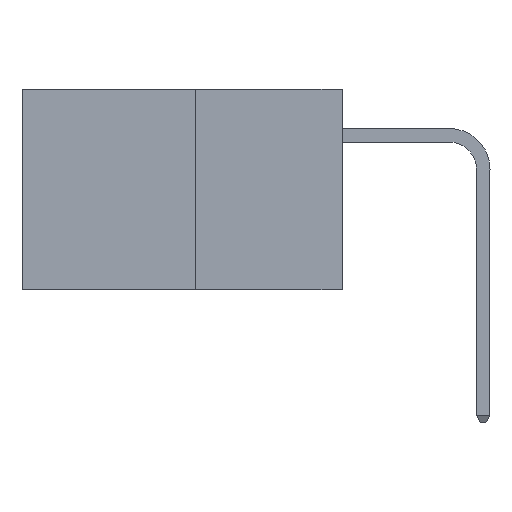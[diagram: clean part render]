
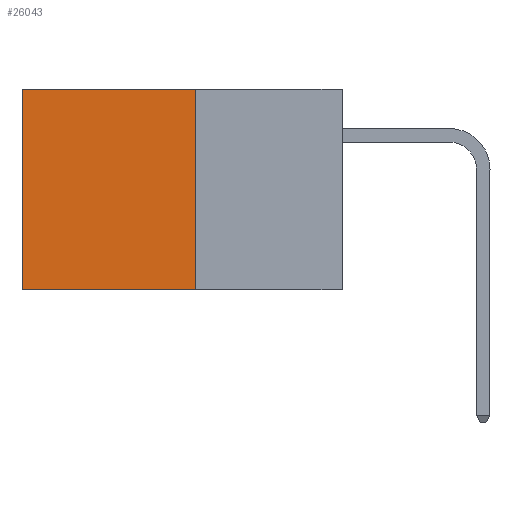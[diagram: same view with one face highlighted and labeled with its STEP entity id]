
A CAD part, left-side view. The second image highlights one B-rep face of the part: STEP entity #26043.
In plain terms, the highlighted planar face has unit normal (-1, 0, 0).
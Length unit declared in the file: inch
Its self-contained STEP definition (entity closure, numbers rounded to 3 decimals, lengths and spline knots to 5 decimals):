
#333 = ORIENTED_EDGE ( 'NONE', *, *, #4040, .T. ) ;
#414 = DIRECTION ( 'NONE',  ( 0., 1., 0. ) ) ;
#612 = CARTESIAN_POINT ( 'NONE',  ( 0.277, 0.27, -0.37 ) ) ;
#1525 = CARTESIAN_POINT ( 'NONE',  ( 0.277, 0.27, -0.37 ) ) ;
#1739 = DIRECTION ( 'NONE',  ( 0., 1., 0. ) ) ;
#1899 = DIRECTION ( 'NONE',  ( 0., 0., -1. ) ) ;
#2279 = EDGE_LOOP ( 'NONE', ( #333, #4047, #16523, #5264 ) ) ;
#2801 = AXIS2_PLACEMENT_3D ( 'NONE', #1525, #18860, #4026 ) ;
#3427 = VERTEX_POINT ( 'NONE', #5465 ) ;
#3523 = VECTOR ( 'NONE', #1739, 39.37008 ) ;
#4026 = DIRECTION ( 'NONE',  ( 0., 0., -1. ) ) ;
#4040 = EDGE_CURVE ( 'NONE', #3427, #16988, #23875, .T. ) ;
#4047 = ORIENTED_EDGE ( 'NONE', *, *, #24844, .F. ) ;
#4132 = VECTOR ( 'NONE', #1899, 39.37008 ) ;
#5264 = ORIENTED_EDGE ( 'NONE', *, *, #27726, .T. ) ;
#5465 = CARTESIAN_POINT ( 'NONE',  ( 0.277, 0.59, 0. ) ) ;
#6557 = FACE_OUTER_BOUND ( 'NONE', #2279, .T. ) ;
#7828 = CARTESIAN_POINT ( 'NONE',  ( 0.277, 0.27, 0. ) ) ;
#10125 = LINE ( 'NONE', #23927, #3523 ) ;
#11330 = CARTESIAN_POINT ( 'NONE',  ( 0.277, 0.59, -0.37 ) ) ;
#13671 = CARTESIAN_POINT ( 'NONE',  ( 0.277, 0.59, -0.37 ) ) ;
#15957 = VERTEX_POINT ( 'NONE', #24598 ) ;
#16393 = PLANE ( 'NONE',  #2801 ) ;
#16523 = ORIENTED_EDGE ( 'NONE', *, *, #17490, .F. ) ;
#16988 = VERTEX_POINT ( 'NONE', #13671 ) ;
#17490 = EDGE_CURVE ( 'NONE', #24453, #15957, #19757, .T. ) ;
#18069 = VECTOR ( 'NONE', #414, 39.37008 ) ;
#18860 = DIRECTION ( 'NONE',  ( 1., 0., 0. ) ) ;
#19757 = LINE ( 'NONE', #612, #25557 ) ;
#20448 = DIRECTION ( 'NONE',  ( 0., 0., -1. ) ) ;
#23875 = LINE ( 'NONE', #11330, #4132 ) ;
#23927 = CARTESIAN_POINT ( 'NONE',  ( 0.277, 0.27, -0.37 ) ) ;
#24453 = VERTEX_POINT ( 'NONE', #29758 ) ;
#24598 = CARTESIAN_POINT ( 'NONE',  ( 0.277, 0.27, -0.37 ) ) ;
#24844 = EDGE_CURVE ( 'NONE', #15957, #16988, #10125, .T. ) ;
#25557 = VECTOR ( 'NONE', #20448, 39.37008 ) ;
#26043 = ADVANCED_FACE ( 'NONE', ( #6557 ), #16393, .F. ) ;
#27726 = EDGE_CURVE ( 'NONE', #24453, #3427, #31007, .T. ) ;
#29758 = CARTESIAN_POINT ( 'NONE',  ( 0.277, 0.27, 0. ) ) ;
#31007 = LINE ( 'NONE', #7828, #18069 ) ;
